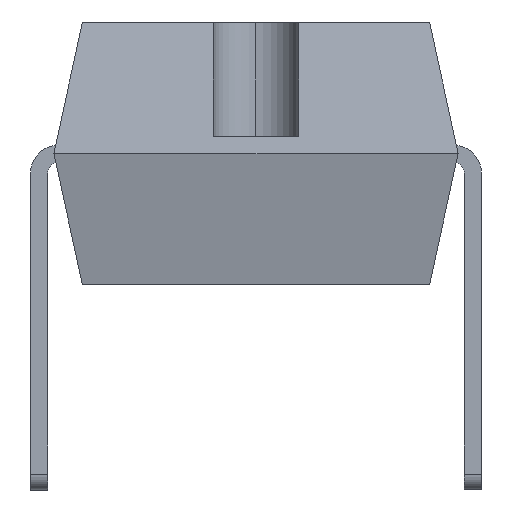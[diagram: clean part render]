
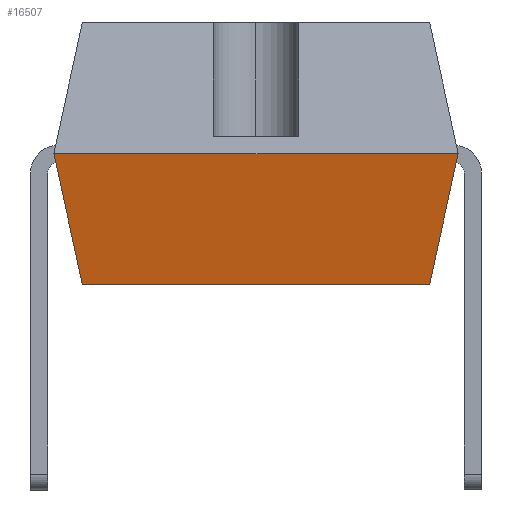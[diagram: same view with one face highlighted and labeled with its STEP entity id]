
A CAD part, left-side view. The second image highlights one B-rep face of the part: STEP entity #16507.
In plain terms, the highlighted planar face has unit normal (-0.977, 0, -0.212).
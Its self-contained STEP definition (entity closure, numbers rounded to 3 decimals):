
#153 = EDGE_CURVE ( 'NONE', #15174, #6021, #23301, .T. ) ;
#736 = CARTESIAN_POINT ( 'NONE',  ( -10., 3.55, 0. ) ) ;
#2517 = LINE ( 'NONE', #736, #8199 ) ;
#2551 = VERTEX_POINT ( 'NONE', #3285 ) ;
#3046 = CARTESIAN_POINT ( 'NONE',  ( -9.5, 3.05, -2.3 ) ) ;
#3285 = CARTESIAN_POINT ( 'NONE',  ( -10., 3.55, 0. ) ) ;
#5060 = EDGE_CURVE ( 'NONE', #15174, #2551, #22009, .T. ) ;
#5298 = VECTOR ( 'NONE', #13941, 1000. ) ;
#5796 = DIRECTION ( 'NONE',  ( 0.977, 0., 0.212 ) ) ;
#6021 = VERTEX_POINT ( 'NONE', #7945 ) ;
#7007 = CARTESIAN_POINT ( 'NONE',  ( -9.5, -3.05, -2.3 ) ) ;
#7190 = CARTESIAN_POINT ( 'NONE',  ( -9.5, 3.05, -2.3 ) ) ;
#7446 = ORIENTED_EDGE ( 'NONE', *, *, #22854, .T. ) ;
#7600 = CARTESIAN_POINT ( 'NONE',  ( -9.549, 0., -2.076 ) ) ;
#7945 = CARTESIAN_POINT ( 'NONE',  ( -9.5, -3.05, -2.3 ) ) ;
#8199 = VECTOR ( 'NONE', #17449, 1000. ) ;
#8677 = ORIENTED_EDGE ( 'NONE', *, *, #21403, .F. ) ;
#9115 = DIRECTION ( 'NONE',  ( -0.208, 0.208, 0.956 ) ) ;
#10759 = FACE_OUTER_BOUND ( 'NONE', #20954, .T. ) ;
#11363 = VECTOR ( 'NONE', #9115, 1000. ) ;
#11783 = ORIENTED_EDGE ( 'NONE', *, *, #5060, .F. ) ;
#12694 = DIRECTION ( 'NONE',  ( -0.208, -0.208, 0.956 ) ) ;
#13941 = DIRECTION ( 'NONE',  ( 0., -1., 0. ) ) ;
#14758 = DIRECTION ( 'NONE',  ( 0.212, 0., -0.977 ) ) ;
#15174 = VERTEX_POINT ( 'NONE', #18138 ) ;
#16507 = ADVANCED_FACE ( 'NONE', ( #10759 ), #18202, .F. ) ;
#17449 = DIRECTION ( 'NONE',  ( 0., -1., 0. ) ) ;
#18138 = CARTESIAN_POINT ( 'NONE',  ( -9.5, 3.05, -2.3 ) ) ;
#18202 = PLANE ( 'NONE',  #21849 ) ;
#18345 = CARTESIAN_POINT ( 'NONE',  ( -10., -3.55, 0. ) ) ;
#18387 = VECTOR ( 'NONE', #12694, 1000. ) ;
#19547 = ORIENTED_EDGE ( 'NONE', *, *, #153, .T. ) ;
#20954 = EDGE_LOOP ( 'NONE', ( #7446, #8677, #11783, #19547 ) ) ;
#21403 = EDGE_CURVE ( 'NONE', #2551, #22604, #2517, .T. ) ;
#21505 = LINE ( 'NONE', #7007, #18387 ) ;
#21849 = AXIS2_PLACEMENT_3D ( 'NONE', #7600, #5796, #14758 ) ;
#22009 = LINE ( 'NONE', #7190, #11363 ) ;
#22604 = VERTEX_POINT ( 'NONE', #18345 ) ;
#22854 = EDGE_CURVE ( 'NONE', #6021, #22604, #21505, .T. ) ;
#23301 = LINE ( 'NONE', #3046, #5298 ) ;
